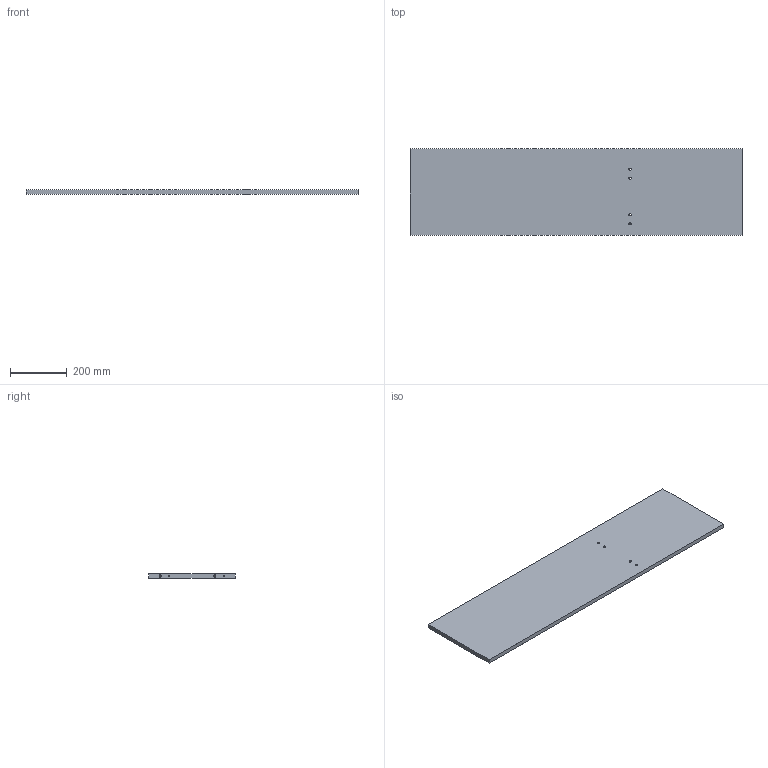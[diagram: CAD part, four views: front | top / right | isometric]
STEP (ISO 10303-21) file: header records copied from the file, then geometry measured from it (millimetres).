
FILE_DESCRIPTION(('STEP AP214'),'1');
FILE_NAME('07_Prateleira.step','2026-01-05T18:54:35',(' '),(' '),'Spatial InterOp 3D',' ',' ');
FILE_SCHEMA(('AUTOMOTIVE_DESIGN { 1 0 10303 214 1 1 1 1 }'));
Length unit declared in the file: millimetre
Products named in the file (1): PRATELEIRA FIXA
Bounding box: 1170 x 304 x 15 mm (x, y, z)
Volume: 5327785.4 mm3; surface area: 794172 mm2
Topology: 2 solids, 2 shells, 32 faces, 64 edges, 44 vertices
Faces by surface type: plane 20, cylinder 12
Full cylindrical faces by diameter (mm): 4 x4, 8 x8
Entity records: 1040 total; most frequent: DIRECTION 140, CARTESIAN_POINT 122, ORIENTED_EDGE 96, EDGE_LOOP 60, AXIS2_PLACEMENT_3D 58, EDGE_CURVE 48, FACE_OUTER_BOUND 44, VERTEX_POINT 40
